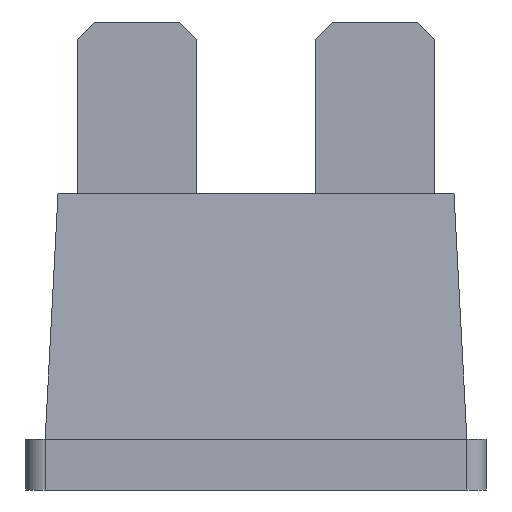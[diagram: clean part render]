
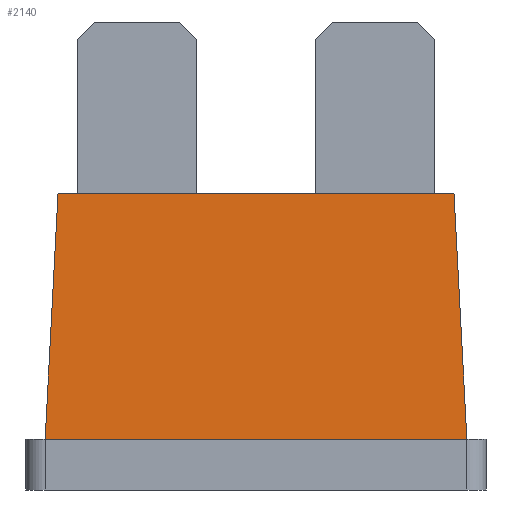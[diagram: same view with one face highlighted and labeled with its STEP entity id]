
A CAD part, front view. The second image highlights one B-rep face of the part: STEP entity #2140.
In plain terms, the highlighted planar face has unit normal (0, -0.999, 0.052).
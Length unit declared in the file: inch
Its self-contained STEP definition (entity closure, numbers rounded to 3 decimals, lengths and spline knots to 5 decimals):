
#10 = CARTESIAN_POINT ( 'NONE',  ( 0.34375, -0.06875, 0.083 ) ) ;
#98 = LINE ( 'NONE', #1818, #2576 ) ;
#126 = EDGE_CURVE ( 'NONE', #156, #2951, #2993, .T. ) ;
#152 = ORIENTED_EDGE ( 'NONE', *, *, #1600, .T. ) ;
#156 = VERTEX_POINT ( 'NONE', #2423 ) ;
#195 = ORIENTED_EDGE ( 'NONE', *, *, #2486, .F. ) ;
#301 = DIRECTION ( 'NONE',  ( 1., 0., 0. ) ) ;
#343 = DIRECTION ( 'NONE',  ( 0., -0.052, -0.999 ) ) ;
#540 = EDGE_LOOP ( 'NONE', ( #1374, #2639, #195, #152 ) ) ;
#562 = DIRECTION ( 'NONE',  ( -0.052, -0.052, -0.997 ) ) ;
#746 = CARTESIAN_POINT ( 'NONE',  ( -0.32279, -0.04779, 0.483 ) ) ;
#1010 = LINE ( 'NONE', #10, #2201 ) ;
#1102 = CARTESIAN_POINT ( 'NONE',  ( -0.34375, -0.06875, 0.083 ) ) ;
#1315 = CARTESIAN_POINT ( 'NONE',  ( -0.34375, -0.06875, 0.083 ) ) ;
#1374 = ORIENTED_EDGE ( 'NONE', *, *, #126, .T. ) ;
#1600 = EDGE_CURVE ( 'NONE', #2466, #156, #3243, .T. ) ;
#1701 = VECTOR ( 'NONE', #2221, 39.37008 ) ;
#1716 = CARTESIAN_POINT ( 'NONE',  ( -0.34375, -0.06875, 0.083 ) ) ;
#1779 = VECTOR ( 'NONE', #562, 39.37008 ) ;
#1786 = DIRECTION ( 'NONE',  ( 0.052, -0.052, -0.997 ) ) ;
#1792 = AXIS2_PLACEMENT_3D ( 'NONE', #1102, #1843, #343 ) ;
#1818 = CARTESIAN_POINT ( 'NONE',  ( -0.34375, -0.04779, 0.483 ) ) ;
#1843 = DIRECTION ( 'NONE',  ( 0., -0.999, 0.052 ) ) ;
#1950 = EDGE_CURVE ( 'NONE', #2361, #2951, #1010, .T. ) ;
#2122 = PLANE ( 'NONE',  #1792 ) ;
#2140 = ADVANCED_FACE ( 'NONE', ( #3061 ), #2122, .T. ) ;
#2201 = VECTOR ( 'NONE', #1786, 39.37008 ) ;
#2221 = DIRECTION ( 'NONE',  ( 1., 0., 0. ) ) ;
#2361 = VERTEX_POINT ( 'NONE', #2715 ) ;
#2423 = CARTESIAN_POINT ( 'NONE',  ( -0.34375, -0.06875, 0.083 ) ) ;
#2466 = VERTEX_POINT ( 'NONE', #746 ) ;
#2486 = EDGE_CURVE ( 'NONE', #2466, #2361, #98, .T. ) ;
#2576 = VECTOR ( 'NONE', #301, 39.37008 ) ;
#2639 = ORIENTED_EDGE ( 'NONE', *, *, #1950, .F. ) ;
#2715 = CARTESIAN_POINT ( 'NONE',  ( 0.32279, -0.04779, 0.483 ) ) ;
#2951 = VERTEX_POINT ( 'NONE', #3047 ) ;
#2993 = LINE ( 'NONE', #1716, #1701 ) ;
#3047 = CARTESIAN_POINT ( 'NONE',  ( 0.34375, -0.06875, 0.083 ) ) ;
#3061 = FACE_OUTER_BOUND ( 'NONE', #540, .T. ) ;
#3243 = LINE ( 'NONE', #1315, #1779 ) ;
